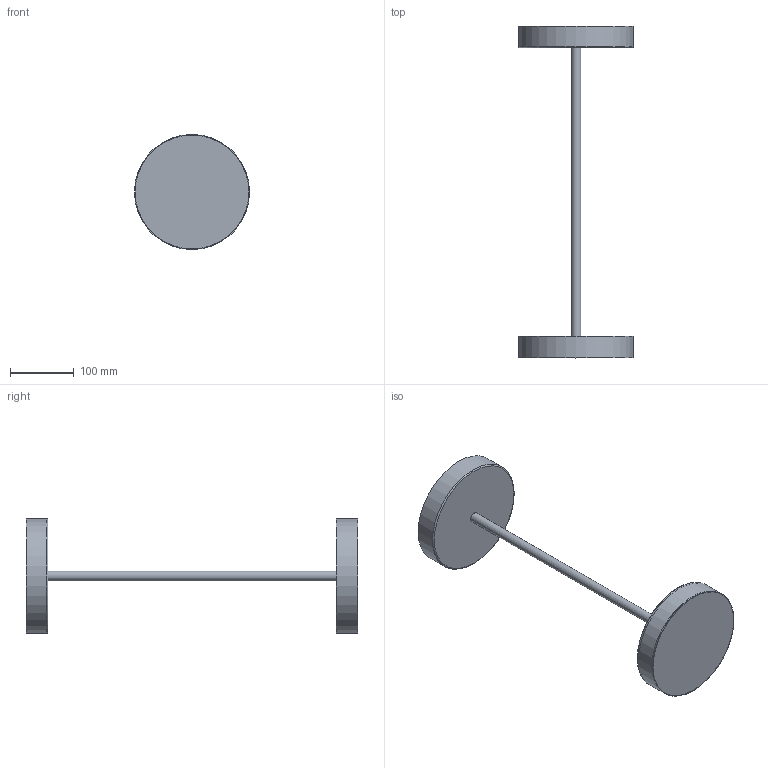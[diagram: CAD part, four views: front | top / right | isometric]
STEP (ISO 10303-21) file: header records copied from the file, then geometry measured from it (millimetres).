
FILE_DESCRIPTION(/* description */ (''),/* implementation_level */ '2;1');
FILE_NAME(/* name */ 'Assieme3.stp',/* time_stamp */ '2019-09-18T09:50:08+02:00',/* author */ ('STEFANO'),/* organization */ (''),/* preprocessor_version */ 'ST-DEVELOPER v17',/* originating_system */ 'Autodesk Inventor 2019',/* authorisation */ '');
FILE_SCHEMA (('AUTOMOTIVE_DESIGN { 1 0 10303 214 3 1 1 }'));
Length unit declared in the file: millimetre
Products named in the file (5): Assieme3; rosone; vetro; disco luce; asta
Assembly tree (5 placements, depth 2):
  Assieme3
    rosone
    vetro  x2
    disco luce
    asta
Bounding box: 180 x 519 x 180 mm (x, y, z)
Volume: 1186302.5 mm3; surface area: 238448.2 mm2
Topology: 5 solids, 5 shells, 21 faces, 28 edges, 19 vertices
Faces by surface type: plane 12, cylinder 8, torus 1
Full cylindrical faces by diameter (mm): 15 x1, 166 x1, 178 x4, 180 x2
Entity records: 586 total; most frequent: DIRECTION 99, CARTESIAN_POINT 70, ORIENTED_EDGE 50, AXIS2_PLACEMENT_3D 46, EDGE_CURVE 25, EDGE_LOOP 22, FACE_OUTER_BOUND 18, CIRCLE 18
